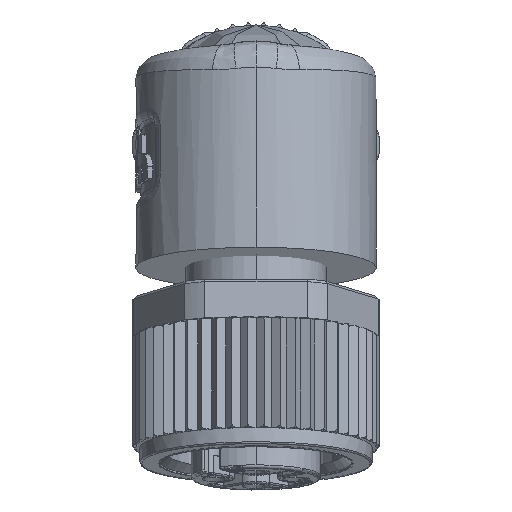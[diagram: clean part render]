
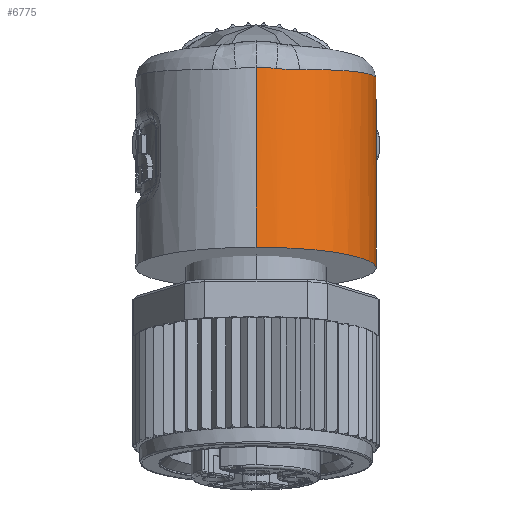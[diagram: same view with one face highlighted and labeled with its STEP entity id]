
A CAD part, front view. The second image highlights one B-rep face of the part: STEP entity #6775.
In plain terms, the highlighted cylindrical face has radius 7.5 mm (diameter 15 mm), a partial arc.
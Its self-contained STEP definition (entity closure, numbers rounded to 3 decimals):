
#6775=ADVANCED_FACE('',(#13588),#13589,.T.);
#13588=FACE_OUTER_BOUND('',#41653,.T.);
#13589=CYLINDRICAL_SURFACE('',#41654,7.5);
#41653=EDGE_LOOP('',(#62847,#62848,#62849,#62850,#62851,#62852,#62853,#62854,#62855,#62856,#62857));
#41654=AXIS2_PLACEMENT_3D('',#62858,#62859,#62860);
#62847=ORIENTED_EDGE('',*,*,#70985,.F.);
#62848=ORIENTED_EDGE('',*,*,#70989,.F.);
#62849=ORIENTED_EDGE('',*,*,#71126,.F.);
#62850=ORIENTED_EDGE('',*,*,#71127,.F.);
#62851=ORIENTED_EDGE('',*,*,#71128,.F.);
#62852=ORIENTED_EDGE('',*,*,#70991,.F.);
#62853=ORIENTED_EDGE('',*,*,#70981,.F.);
#62854=ORIENTED_EDGE('',*,*,#71129,.F.);
#62855=ORIENTED_EDGE('',*,*,#71036,.T.);
#62856=ORIENTED_EDGE('',*,*,#71130,.T.);
#62857=ORIENTED_EDGE('',*,*,#70978,.F.);
#62858=CARTESIAN_POINT('',(0.0,6.646,-7.682));
#62859=DIRECTION('',(0.0,-0.174,-0.985));
#62860=DIRECTION('',(0.0,-0.985,0.174));
#70978=EDGE_CURVE('',#82467,#82463,#82469,.T.);
#70981=EDGE_CURVE('',#82471,#82473,#82474,.T.);
#70985=EDGE_CURVE('',#82477,#82467,#82479,.T.);
#70989=EDGE_CURVE('',#82483,#82477,#82485,.T.);
#70991=EDGE_CURVE('',#82473,#82487,#82488,.T.);
#71036=EDGE_CURVE('',#82548,#82547,#82550,.T.);
#71126=EDGE_CURVE('',#82676,#82483,#82677,.T.);
#71127=EDGE_CURVE('',#82678,#82676,#82679,.T.);
#71128=EDGE_CURVE('',#82487,#82678,#82680,.T.);
#71129=EDGE_CURVE('',#82548,#82471,#82681,.T.);
#71130=EDGE_CURVE('',#82547,#82463,#82682,.T.);
#82463=VERTEX_POINT('',#108007);
#82467=VERTEX_POINT('',#108035);
#82469=B_SPLINE_CURVE_WITH_KNOTS('',3,(#108041,#108042,#108043,#108044,#108045,#108046,#108047,#108048,#108049,#108050,#108051,#108052,#108053,#108054,#108055,#108056,#108057,#108058,#108059,#108060,#108061,#108062),.UNSPECIFIED.,.F.,.F.,(4,1,1,1,1,1,1,1,1,1,1,1,1,1,1,1,1,1,1,4),(0.0,0.053,0.105,0.158,0.211,0.263,0.316,0.368,0.421,0.474,0.526,0.579,0.632,0.684,0.737,0.789,0.842,0.895,0.947,1.0),.UNSPECIFIED.);
#82471=VERTEX_POINT('',#108064);
#82473=VERTEX_POINT('',#108072);
#82474=B_SPLINE_CURVE_WITH_KNOTS('',3,(#108073,#108074,#108075,#108076,#108077,#108078,#108079,#108080),.UNSPECIFIED.,.F.,.F.,(4,1,1,1,1,4),(0.0,0.203,0.406,0.606,0.804,1.0),.UNSPECIFIED.);
#82477=VERTEX_POINT('',#108089);
#82479=B_SPLINE_CURVE_WITH_KNOTS('',3,(#108094,#108095,#108096,#108097,#108098,#108099),.UNSPECIFIED.,.F.,.F.,(4,1,1,4),(0.0,0.333,0.667,1.0),.UNSPECIFIED.);
#82483=VERTEX_POINT('',#108108);
#82485=B_SPLINE_CURVE_WITH_KNOTS('',3,(#108113,#108114,#108115,#108116,#108117,#108118),.UNSPECIFIED.,.F.,.F.,(4,1,1,4),(0.0,0.333,0.667,1.0),.UNSPECIFIED.);
#82487=VERTEX_POINT('',#108120);
#82488=B_SPLINE_CURVE_WITH_KNOTS('',3,(#108121,#108122,#108123,#108124,#108125,#108126),.UNSPECIFIED.,.F.,.F.,(4,1,1,4),(0.0,0.333,0.667,1.0),.UNSPECIFIED.);
#82547=VERTEX_POINT('',#108315);
#82548=VERTEX_POINT('',#108316);
#82550=CIRCLE('',#108318,7.5);
#82676=VERTEX_POINT('',#109029);
#82677=B_SPLINE_CURVE_WITH_KNOTS('',3,(#109030,#109031,#109032,#109033,#109034,#109035),.UNSPECIFIED.,.F.,.F.,(4,1,1,4),(0.0,0.333,0.667,1.0),.UNSPECIFIED.);
#82678=VERTEX_POINT('',#109036);
#82679=B_SPLINE_CURVE_WITH_KNOTS('',3,(#109037,#109038,#109039,#109040,#109041,#109042),.UNSPECIFIED.,.F.,.F.,(4,1,1,4),(0.0,0.333,0.667,1.0),.UNSPECIFIED.);
#82680=B_SPLINE_CURVE_WITH_KNOTS('',3,(#109043,#109044,#109045,#109046,#109047,#109048,#109049,#109050,#109051,#109052,#109053,#109054,#109055,#109056,#109057),.UNSPECIFIED.,.F.,.F.,(4,1,1,1,1,1,1,1,1,1,1,1,4),(0.0,0.083,0.167,0.25,0.333,0.417,0.5,0.583,0.667,0.75,0.833,0.917,1.0),.UNSPECIFIED.);
#82681=LINE('',#109058,#109059);
#82682=LINE('',#109060,#109061);
#108007=CARTESIAN_POINT('',(0.,14.348,-7.187));
#108035=CARTESIAN_POINT('',(6.536,11.568,-0.949));
#108041=CARTESIAN_POINT('',(6.536,11.568,-0.949));
#108042=CARTESIAN_POINT('',(6.52,11.574,-1.077));
#108043=CARTESIAN_POINT('',(6.481,11.598,-1.342));
#108044=CARTESIAN_POINT('',(6.394,11.67,-1.769));
#108045=CARTESIAN_POINT('',(6.273,11.784,-2.227));
#108046=CARTESIAN_POINT('',(6.109,11.942,-2.719));
#108047=CARTESIAN_POINT('',(5.893,12.145,-3.24));
#108048=CARTESIAN_POINT('',(5.622,12.382,-3.772));
#108049=CARTESIAN_POINT('',(5.296,12.642,-4.298));
#108050=CARTESIAN_POINT('',(4.928,12.904,-4.791));
#108051=CARTESIAN_POINT('',(4.528,13.155,-5.239));
#108052=CARTESIAN_POINT('',(4.105,13.387,-5.637));
#108053=CARTESIAN_POINT('',(3.667,13.595,-5.984));
#108054=CARTESIAN_POINT('',(3.219,13.777,-6.282));
#108055=CARTESIAN_POINT('',(2.764,13.934,-6.534));
#108056=CARTESIAN_POINT('',(2.305,14.064,-6.741));
#108057=CARTESIAN_POINT('',(1.844,14.169,-6.907));
#108058=CARTESIAN_POINT('',(1.381,14.25,-7.034));
#108059=CARTESIAN_POINT('',(0.918,14.307,-7.123));
#108060=CARTESIAN_POINT('',(0.457,14.341,-7.175));
#108061=CARTESIAN_POINT('',(0.152,14.348,-7.187));
#108062=CARTESIAN_POINT('',(0.,14.348,-7.187));
#108064=CARTESIAN_POINT('',(0.,1.239,4.847));
#108072=CARTESIAN_POINT('',(1.266,1.337,4.784));
#108073=CARTESIAN_POINT('',(0.,1.239,4.847));
#108074=CARTESIAN_POINT('',(0.086,1.239,4.847));
#108075=CARTESIAN_POINT('',(0.259,1.242,4.846));
#108076=CARTESIAN_POINT('',(0.516,1.254,4.839));
#108077=CARTESIAN_POINT('',(0.769,1.274,4.828));
#108078=CARTESIAN_POINT('',(1.019,1.302,4.81));
#108079=CARTESIAN_POINT('',(1.184,1.325,4.794));
#108080=CARTESIAN_POINT('',(1.266,1.337,4.784));
#108089=CARTESIAN_POINT('',(6.569,11.604,-0.401));
#108094=CARTESIAN_POINT('',(6.569,11.604,-0.401));
#108095=CARTESIAN_POINT('',(6.569,11.594,-0.458));
#108096=CARTESIAN_POINT('',(6.568,11.576,-0.576));
#108097=CARTESIAN_POINT('',(6.557,11.563,-0.758));
#108098=CARTESIAN_POINT('',(6.544,11.565,-0.885));
#108099=CARTESIAN_POINT('',(6.536,11.568,-0.949));
#108108=CARTESIAN_POINT('',(6.561,11.795,0.599));
#108113=CARTESIAN_POINT('',(6.561,11.795,0.599));
#108114=CARTESIAN_POINT('',(6.562,11.774,0.488));
#108115=CARTESIAN_POINT('',(6.564,11.732,0.266));
#108116=CARTESIAN_POINT('',(6.567,11.667,-0.067));
#108117=CARTESIAN_POINT('',(6.568,11.625,-0.29));
#108118=CARTESIAN_POINT('',(6.569,11.604,-0.401));
#108120=CARTESIAN_POINT('',(2.72,1.732,4.701));
#108121=CARTESIAN_POINT('',(1.266,1.337,4.784));
#108122=CARTESIAN_POINT('',(1.44,1.364,4.765));
#108123=CARTESIAN_POINT('',(1.781,1.43,4.731));
#108124=CARTESIAN_POINT('',(2.267,1.564,4.702));
#108125=CARTESIAN_POINT('',(2.572,1.673,4.699));
#108126=CARTESIAN_POINT('',(2.72,1.732,4.701));
#108315=CARTESIAN_POINT('',(0.,14.032,-8.984));
#108316=CARTESIAN_POINT('',(0.0,-0.741,-6.379));
#108318=AXIS2_PLACEMENT_3D('',#119033,#119034,#119035);
#109029=CARTESIAN_POINT('',(6.507,12.012,1.274));
#109030=CARTESIAN_POINT('',(6.507,12.012,1.274));
#109031=CARTESIAN_POINT('',(6.519,11.977,1.194));
#109032=CARTESIAN_POINT('',(6.539,11.913,1.038));
#109033=CARTESIAN_POINT('',(6.556,11.841,0.812));
#109034=CARTESIAN_POINT('',(6.561,11.808,0.669));
#109035=CARTESIAN_POINT('',(6.561,11.795,0.599));
#109036=CARTESIAN_POINT('',(5.818,13.425,3.511));
#109037=CARTESIAN_POINT('',(5.818,13.425,3.511));
#109038=CARTESIAN_POINT('',(5.945,13.22,3.248));
#109039=CARTESIAN_POINT('',(6.158,12.838,2.731));
#109040=CARTESIAN_POINT('',(6.378,12.363,1.986));
#109041=CARTESIAN_POINT('',(6.471,12.117,1.509));
#109042=CARTESIAN_POINT('',(6.507,12.012,1.274));
#109043=CARTESIAN_POINT('',(2.72,1.732,4.701));
#109044=CARTESIAN_POINT('',(3.086,1.877,4.707));
#109045=CARTESIAN_POINT('',(3.796,2.226,4.71));
#109046=CARTESIAN_POINT('',(4.763,2.904,4.689));
#109047=CARTESIAN_POINT('',(5.613,3.722,4.644));
#109048=CARTESIAN_POINT('',(6.321,4.651,4.577));
#109049=CARTESIAN_POINT('',(6.89,5.702,4.488));
#109050=CARTESIAN_POINT('',(7.282,6.819,4.381));
#109051=CARTESIAN_POINT('',(7.492,7.984,4.257));
#109052=CARTESIAN_POINT('',(7.52,9.138,4.124));
#109053=CARTESIAN_POINT('',(7.361,10.32,3.976));
#109054=CARTESIAN_POINT('',(7.019,11.445,3.823));
#109055=CARTESIAN_POINT('',(6.508,12.494,3.667));
#109056=CARTESIAN_POINT('',(6.063,13.128,3.563));
#109057=CARTESIAN_POINT('',(5.818,13.425,3.511));
#109058=CARTESIAN_POINT('',(0.0,-0.741,-6.379));
#109059=VECTOR('',#119055,11.4);
#109060=CARTESIAN_POINT('',(0.,14.032,-8.984));
#109061=VECTOR('',#119056,1.825);
#119033=CARTESIAN_POINT('',(0.0,6.646,-7.682));
#119034=DIRECTION('',(0.0,0.174,0.985));
#119035=DIRECTION('',(0.0,-0.985,0.174));
#119055=DIRECTION('',(0.,0.174,0.985));
#119056=DIRECTION('',(0.,0.174,0.985));
